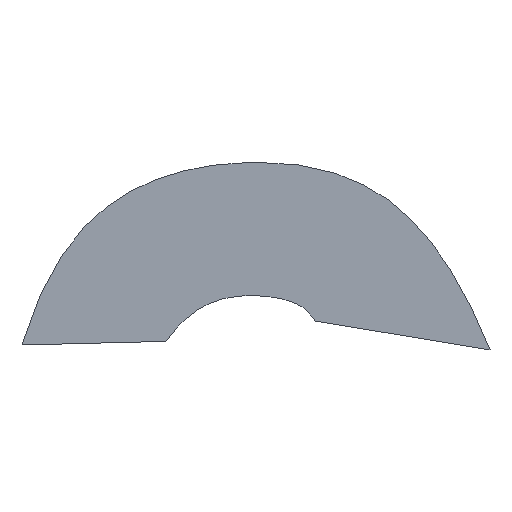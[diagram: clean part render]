
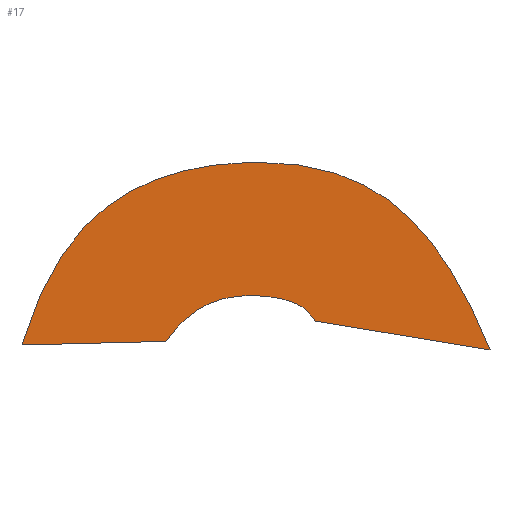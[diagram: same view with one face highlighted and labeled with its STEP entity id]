
A CAD part, top view. The second image highlights one B-rep face of the part: STEP entity #17.
In plain terms, the highlighted planar face has unit normal (-0.004, 0, 1).
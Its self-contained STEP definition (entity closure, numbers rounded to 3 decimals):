
#17 = ADVANCED_FACE('',(#18),#32,.T.);
#18 = FACE_BOUND('',#19,.F.);
#19 = EDGE_LOOP('',(#20,#43,#65,#81));
#20 = ORIENTED_EDGE('',*,*,#21,.T.);
#21 = EDGE_CURVE('',#22,#24,#26,.T.);
#22 = VERTEX_POINT('',#23);
#23 = CARTESIAN_POINT('',(8.202,-0.359,
    0.034));
#24 = VERTEX_POINT('',#25);
#25 = CARTESIAN_POINT('',(2.266,0.623,
    0.009));
#26 = SURFACE_CURVE('',#27,(#31),.PCURVE_S1.);
#27 = LINE('',#28,#29);
#28 = CARTESIAN_POINT('',(8.202,-0.359,
    0.034));
#29 = VECTOR('',#30,1.);
#30 = DIRECTION('',(-0.987,0.163,-0.004)
  );
#31 = PCURVE('',#32,#37);
#32 = PLANE('',#33);
#33 = AXIS2_PLACEMENT_3D('',#34,#35,#36);
#34 = CARTESIAN_POINT('',(8.81,5.282,
    0.034));
#35 = DIRECTION('',(-0.004,0.,
    1.));
#36 = DIRECTION('',(-0.985,0.175,-0.004));
#37 = DEFINITIONAL_REPRESENTATION('',(#38),#42);
#38 = LINE('',#39,#40);
#39 = CARTESIAN_POINT('',(-0.386,5.661));
#40 = VECTOR('',#41,1.);
#41 = DIRECTION('',(1.,0.011));
#42 = ( GEOMETRIC_REPRESENTATION_CONTEXT(2) 
PARAMETRIC_REPRESENTATION_CONTEXT() REPRESENTATION_CONTEXT('2D SPACE',''
  ) );
#43 = ORIENTED_EDGE('',*,*,#44,.T.);
#44 = EDGE_CURVE('',#24,#45,#47,.T.);
#45 = VERTEX_POINT('',#46);
#46 = CARTESIAN_POINT('',(-2.798,-0.071,
    -0.012));
#47 = SURFACE_CURVE('',#48,(#55),.PCURVE_S1.);
#48 = B_SPLINE_CURVE_WITH_KNOTS('',3,(#49,#50,#51,#52,#53,#54),
  .UNSPECIFIED.,.F.,.F.,(4,1,1,4),(0.,0.333,0.667,1.),
  .UNSPECIFIED.);
#49 = CARTESIAN_POINT('',(2.266,0.623,
    0.009));
#50 = CARTESIAN_POINT('',(2.04,1.013,
    0.008));
#51 = CARTESIAN_POINT('',(1.354,1.485,
    0.005));
#52 = CARTESIAN_POINT('',(-1.21,1.571,
    -0.006));
#53 = CARTESIAN_POINT('',(-2.283,0.613,
    -0.01));
#54 = CARTESIAN_POINT('',(-2.798,-0.071,
    -0.012));
#55 = PCURVE('',#32,#56);
#56 = DEFINITIONAL_REPRESENTATION('',(#57),#64);
#57 = B_SPLINE_CURVE_WITH_KNOTS('',3,(#58,#59,#60,#61,#62,#63),
  .UNSPECIFIED.,.F.,.F.,(4,1,1,4),(0.,0.333,0.667,1.),
  .UNSPECIFIED.);
#58 = CARTESIAN_POINT('',(5.631,5.729));
#59 = CARTESIAN_POINT('',(5.921,5.385));
#60 = CARTESIAN_POINT('',(6.68,5.04));
#61 = CARTESIAN_POINT('',(9.219,5.402));
#62 = CARTESIAN_POINT('',(10.108,6.533));
#63 = CARTESIAN_POINT('',(10.496,7.296));
#64 = ( GEOMETRIC_REPRESENTATION_CONTEXT(2) 
PARAMETRIC_REPRESENTATION_CONTEXT() REPRESENTATION_CONTEXT('2D SPACE',''
  ) );
#65 = ORIENTED_EDGE('',*,*,#66,.T.);
#66 = EDGE_CURVE('',#45,#67,#69,.T.);
#67 = VERTEX_POINT('',#68);
#68 = CARTESIAN_POINT('',(-7.67,-0.193,
    -0.032));
#69 = SURFACE_CURVE('',#70,(#74),.PCURVE_S1.);
#70 = LINE('',#71,#72);
#71 = CARTESIAN_POINT('',(-2.798,-0.071,
    -0.012));
#72 = VECTOR('',#73,1.);
#73 = DIRECTION('',(-1.,-0.025,
    -0.004));
#74 = PCURVE('',#32,#75);
#75 = DEFINITIONAL_REPRESENTATION('',(#76),#80);
#76 = LINE('',#77,#78);
#77 = CARTESIAN_POINT('',(10.496,7.296));
#78 = VECTOR('',#79,1.);
#79 = DIRECTION('',(0.98,0.199));
#80 = ( GEOMETRIC_REPRESENTATION_CONTEXT(2) 
PARAMETRIC_REPRESENTATION_CONTEXT() REPRESENTATION_CONTEXT('2D SPACE',''
  ) );
#81 = ORIENTED_EDGE('',*,*,#82,.T.);
#82 = EDGE_CURVE('',#67,#22,#83,.T.);
#83 = SURFACE_CURVE('',#84,(#92),.PCURVE_S1.);
#84 = B_SPLINE_CURVE_WITH_KNOTS('',3,(#85,#86,#87,#88,#89,#90,#91),
  .UNSPECIFIED.,.F.,.F.,(4,1,1,1,4),(0.,0.25,0.5,0.75,1.),
  .QUASI_UNIFORM_KNOTS.);
#85 = CARTESIAN_POINT('',(-7.67,-0.193,
    -0.032));
#86 = CARTESIAN_POINT('',(-7.069,1.82,
    -0.03));
#87 = CARTESIAN_POINT('',(-5.313,4.898,
    -0.024));
#88 = CARTESIAN_POINT('',(-0.523,6.354,
    -0.005));
#89 = CARTESIAN_POINT('',(4.935,5.593,
    0.018));
#90 = CARTESIAN_POINT('',(7.237,2.045,
    0.029));
#91 = CARTESIAN_POINT('',(8.202,-0.359,
    0.034));
#92 = PCURVE('',#32,#93);
#93 = DEFINITIONAL_REPRESENTATION('',(#94),#102);
#94 = B_SPLINE_CURVE_WITH_KNOTS('',3,(#95,#96,#97,#98,#99,#100,#101),
  .UNSPECIFIED.,.F.,.F.,(4,1,1,1,4),(0.,0.25,0.5,0.75,1.),
  .QUASI_UNIFORM_KNOTS.);
#95 = CARTESIAN_POINT('',(15.272,8.267));
#96 = CARTESIAN_POINT('',(15.032,6.18));
#97 = CARTESIAN_POINT('',(13.84,2.842));
#98 = CARTESIAN_POINT('',(9.377,0.573));
#99 = CARTESIAN_POINT('',(3.87,0.369));
#100 = CARTESIAN_POINT('',(0.984,3.462));
#101 = CARTESIAN_POINT('',(-0.386,5.661));
#102 = ( GEOMETRIC_REPRESENTATION_CONTEXT(2) 
PARAMETRIC_REPRESENTATION_CONTEXT() REPRESENTATION_CONTEXT('2D SPACE',''
  ) );
